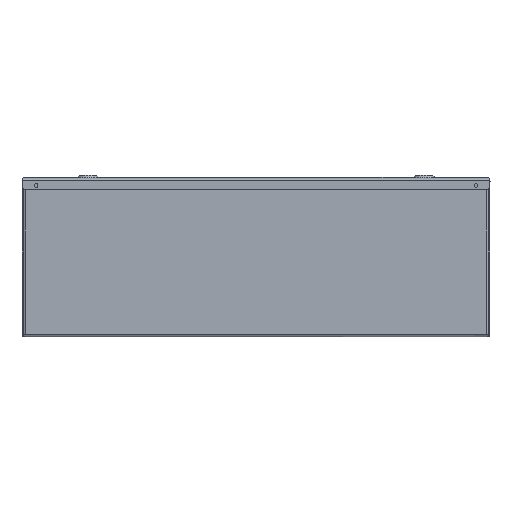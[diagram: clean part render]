
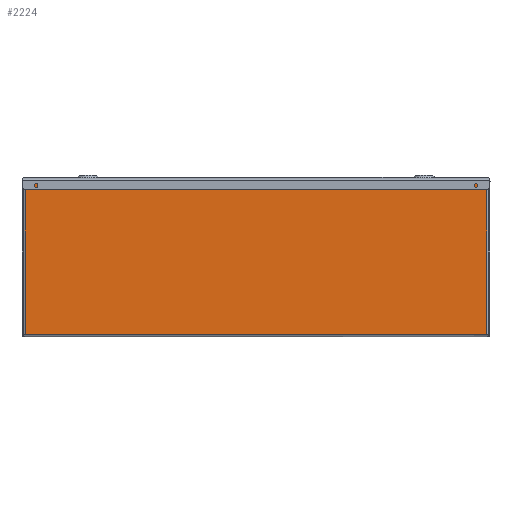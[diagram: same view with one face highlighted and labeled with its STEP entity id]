
A CAD part, front view. The second image highlights one B-rep face of the part: STEP entity #2224.
In plain terms, the highlighted planar face has unit normal (0, -1, 0).
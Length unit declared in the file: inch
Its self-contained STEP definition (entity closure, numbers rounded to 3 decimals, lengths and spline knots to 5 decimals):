
#211 = CARTESIAN_POINT ( 'NONE',  ( -12., -4.5, 0.112 ) ) ;
#2224 = ADVANCED_FACE ( 'NONE', ( #34450 ), #9008, .T. ) ;
#3083 = CARTESIAN_POINT ( 'NONE',  ( -12., -4.5, 7.888 ) ) ;
#6306 = CARTESIAN_POINT ( 'NONE',  ( -11.828, -4.5, 0.117 ) ) ;
#7381 = CARTESIAN_POINT ( 'NONE',  ( -12., -4.5, 0.117 ) ) ;
#9008 = PLANE ( 'NONE',  #54872 ) ;
#9817 = CARTESIAN_POINT ( 'NONE',  ( 11.94, -4.5, 0.117 ) ) ;
#10322 = VERTEX_POINT ( 'NONE', #19338 ) ;
#10323 = LINE ( 'NONE', #211, #11035 ) ;
#11035 = VECTOR ( 'NONE', #29939, 39.37008 ) ;
#11169 = DIRECTION ( 'NONE',  ( 0., 0., -1. ) ) ;
#13243 = ORIENTED_EDGE ( 'NONE', *, *, #40100, .T. ) ;
#14038 = VECTOR ( 'NONE', #16551, 39.37008 ) ;
#14283 = VERTEX_POINT ( 'NONE', #6306 ) ;
#14465 = ORIENTED_EDGE ( 'NONE', *, *, #48861, .F. ) ;
#16551 = DIRECTION ( 'NONE',  ( -1., 0., 0. ) ) ;
#18510 = DIRECTION ( 'NONE',  ( 0., 0., -1. ) ) ;
#18958 = ORIENTED_EDGE ( 'NONE', *, *, #49549, .T. ) ;
#19338 = CARTESIAN_POINT ( 'NONE',  ( -11.94, -4.5, 0.117 ) ) ;
#19757 = DIRECTION ( 'NONE',  ( 0., -1., 0. ) ) ;
#19899 = VERTEX_POINT ( 'NONE', #23579 ) ;
#20491 = EDGE_CURVE ( 'NONE', #26249, #19899, #55155, .T. ) ;
#20718 = CARTESIAN_POINT ( 'NONE',  ( 11.94, -4.5, 0.112 ) ) ;
#21200 = CARTESIAN_POINT ( 'NONE',  ( -11.828, -4.5, 0. ) ) ;
#21524 = LINE ( 'NONE', #21200, #37884 ) ;
#22197 = EDGE_CURVE ( 'NONE', #10322, #55832, #63866, .T. ) ;
#23398 = CARTESIAN_POINT ( 'NONE',  ( -11.94, -4.5, 0.112 ) ) ;
#23579 = CARTESIAN_POINT ( 'NONE',  ( 11.828, -4.5, 7.888 ) ) ;
#23774 = CARTESIAN_POINT ( 'NONE',  ( -12., -4.5, 0.117 ) ) ;
#23861 = VECTOR ( 'NONE', #26121, 39.37008 ) ;
#25523 = ORIENTED_EDGE ( 'NONE', *, *, #48560, .T. ) ;
#26121 = DIRECTION ( 'NONE',  ( 0., 0., 1. ) ) ;
#26194 = EDGE_CURVE ( 'NONE', #63284, #14283, #21524, .T. ) ;
#26249 = VERTEX_POINT ( 'NONE', #37175 ) ;
#26511 = LINE ( 'NONE', #55555, #37899 ) ;
#28656 = LINE ( 'NONE', #23774, #38071 ) ;
#29939 = DIRECTION ( 'NONE',  ( -1., 0., 0. ) ) ;
#30477 = EDGE_LOOP ( 'NONE', ( #18958, #62968, #13243, #50724, #25523, #63457, #49759, #14465 ) ) ;
#34450 = FACE_OUTER_BOUND ( 'NONE', #30477, .T. ) ;
#37175 = CARTESIAN_POINT ( 'NONE',  ( 11.828, -4.5, 0.117 ) ) ;
#37805 = VERTEX_POINT ( 'NONE', #20718 ) ;
#37884 = VECTOR ( 'NONE', #42052, 39.37008 ) ;
#37899 = VECTOR ( 'NONE', #11169, 39.37008 ) ;
#38071 = VECTOR ( 'NONE', #43674, 39.37008 ) ;
#39638 = VERTEX_POINT ( 'NONE', #9817 ) ;
#40100 = EDGE_CURVE ( 'NONE', #19899, #63284, #61510, .T. ) ;
#42052 = DIRECTION ( 'NONE',  ( 0., 0., -1. ) ) ;
#43674 = DIRECTION ( 'NONE',  ( -1., 0., 0. ) ) ;
#43944 = DIRECTION ( 'NONE',  ( 0., 0., -1. ) ) ;
#46373 = VECTOR ( 'NONE', #18510, 39.37008 ) ;
#48455 = DIRECTION ( 'NONE',  ( -1., 0., 0. ) ) ;
#48560 = EDGE_CURVE ( 'NONE', #14283, #10322, #56355, .T. ) ;
#48861 = EDGE_CURVE ( 'NONE', #39638, #37805, #26511, .T. ) ;
#49549 = EDGE_CURVE ( 'NONE', #39638, #26249, #28656, .T. ) ;
#49759 = ORIENTED_EDGE ( 'NONE', *, *, #60008, .F. ) ;
#50724 = ORIENTED_EDGE ( 'NONE', *, *, #26194, .T. ) ;
#52049 = CARTESIAN_POINT ( 'NONE',  ( -11.828, -4.5, 7.888 ) ) ;
#52775 = CARTESIAN_POINT ( 'NONE',  ( -11.94, -4.5, 0. ) ) ;
#54872 = AXIS2_PLACEMENT_3D ( 'NONE', #64478, #19757, #43944 ) ;
#55155 = LINE ( 'NONE', #61025, #23861 ) ;
#55555 = CARTESIAN_POINT ( 'NONE',  ( 11.94, -4.5, 4.056 ) ) ;
#55832 = VERTEX_POINT ( 'NONE', #23398 ) ;
#56355 = LINE ( 'NONE', #7381, #14038 ) ;
#59353 = VECTOR ( 'NONE', #48455, 39.37008 ) ;
#60008 = EDGE_CURVE ( 'NONE', #37805, #55832, #10323, .T. ) ;
#61025 = CARTESIAN_POINT ( 'NONE',  ( 11.828, -4.5, 0. ) ) ;
#61510 = LINE ( 'NONE', #3083, #59353 ) ;
#62968 = ORIENTED_EDGE ( 'NONE', *, *, #20491, .T. ) ;
#63284 = VERTEX_POINT ( 'NONE', #52049 ) ;
#63457 = ORIENTED_EDGE ( 'NONE', *, *, #22197, .T. ) ;
#63866 = LINE ( 'NONE', #52775, #46373 ) ;
#64478 = CARTESIAN_POINT ( 'NONE',  ( -12., -4.5, 0. ) ) ;
